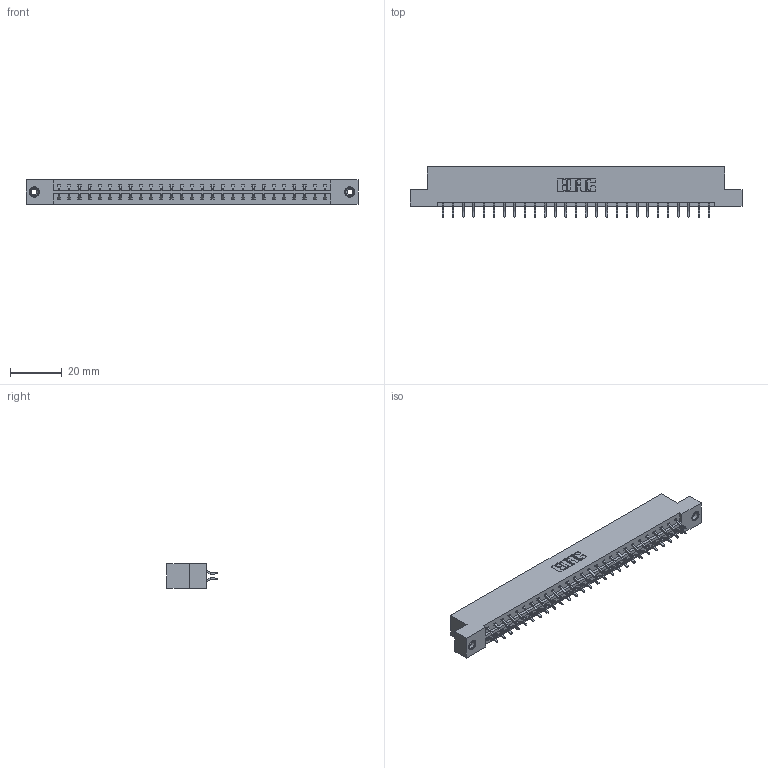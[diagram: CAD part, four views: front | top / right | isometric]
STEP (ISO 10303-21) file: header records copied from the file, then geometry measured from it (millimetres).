
FILE_DESCRIPTION (( 'STEP AP203' ), '1' );
FILE_NAME ('833-054-556-208.STEP', '2020-06-04T21:31:28', ( '' ), ( '' ), 'SwSTEP 2.0', 'SolidWorks 2020', '' );
FILE_SCHEMA (( 'CONFIG_CONTROL_DESIGN' ));
Length unit declared in the file: inch
Products named in the file (4): 345-250-001_345-250-003-102; 833-054-556-208; 345-292-001_556 Tail; 833 Part_Flush - .156 Dia - TI
Assembly tree (57 placements, depth 2):
  833-054-556-208
    833 Part_Flush - .156 Dia - TI
    345-292-001_556 Tail  x54
    345-250-001_345-250-003-102  x2
Bounding box: 128.52 x 19.57 x 9.4 mm (x, y, z)
Volume: 12972.6 mm3; surface area: 15144.2 mm2
Topology: 57 solids, 57 shells, 3306 faces, 9789 edges, 6446 vertices
Faces by surface type: plane 2262, cylinder 1028, cone 12, torus 4
Entity records: 20716 total; most frequent: CARTESIAN_POINT 3449, ORIENTED_EDGE 3366, DIRECTION 2993, EDGE_CURVE 1683, VECTOR 1527, LINE 1527, VERTEX_POINT 1116, AXIS2_PLACEMENT_3D 733
